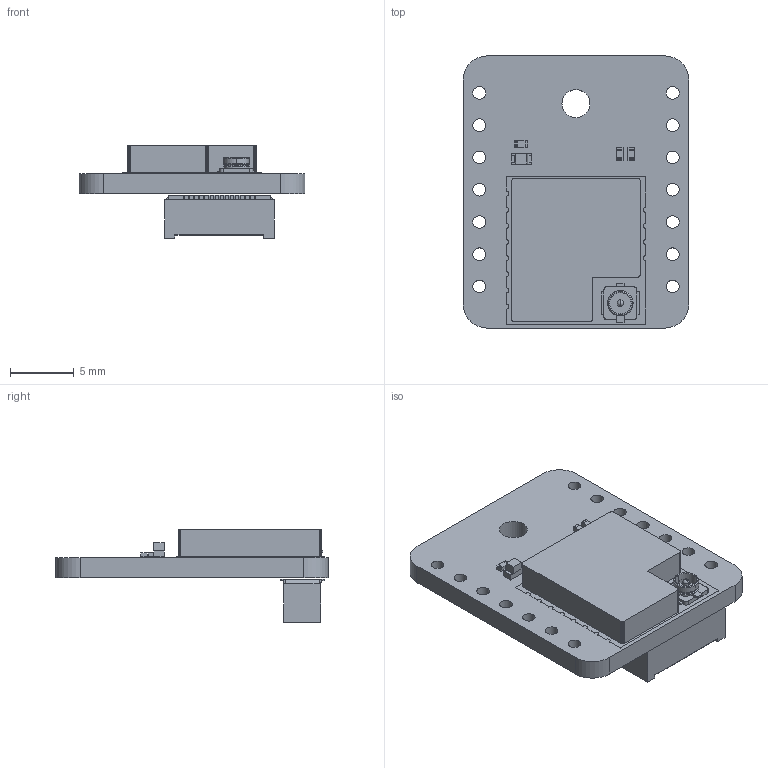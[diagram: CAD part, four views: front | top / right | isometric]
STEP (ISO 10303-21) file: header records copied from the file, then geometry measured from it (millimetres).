
FILE_DESCRIPTION(('KiCad electronic assembly'),'2;1');
FILE_NAME('Wio-SX1262 for XIAO V1.0.step','2024-09-23T13:50:51',( 'Pcbnew'),('Kicad'),'Open CASCADE STEP processor 7.7', 'KiCad to STEP converter','Unknown');
FILE_SCHEMA(('AUTOMOTIVE_DESIGN { 1 0 10303 214 1 1 1 1 }'));
Length unit declared in the file: millimetre
Products named in the file (10): Wio-SX1262 for XIAO V1.0 1; R_0402_1005Metric; LED_0603_1608Metric; Wio-SX1262; PCB; BF04-30pin-35H; Wio-SX1262 for XIAO V1.0_PCB
Assembly tree (11 placements, depth 3):
  Wio-SX1262 for XIAO V1.0 1
    R_0402_1005Metric  x3
      R_0402_1005Metric
    LED_0603_1608Metric
      LED_0603_1608Metric
    Wio-SX1262
      PCB
    BF04-30pin-35H
      BF04-30pin-35H
    Wio-SX1262 for XIAO V1.0_PCB
Bounding box: 17.78 x 21.44 x 7.3 mm (x, y, z)
Volume: 974.5 mm3; surface area: 1718.9 mm2
Topology: 9 solids, 9 shells, 829 faces, 2090 edges, 1355 vertices
Faces by surface type: plane 494, cylinder 153, extrusion 122, torus 23, cone 18, sphere 11, bspline 8
Full cylindrical faces by diameter (mm): 0.2 x1, 1 x14, 2.2 x1
Entity records: 45776 total; most frequent: CARTESIAN_POINT 27079, ORIENTED_EDGE 3886, DIRECTION 3350, EDGE_CURVE 1943, VECTOR 1418, LINE 1296, VERTEX_POINT 1267, AXIS2_PLACEMENT_3D 966
